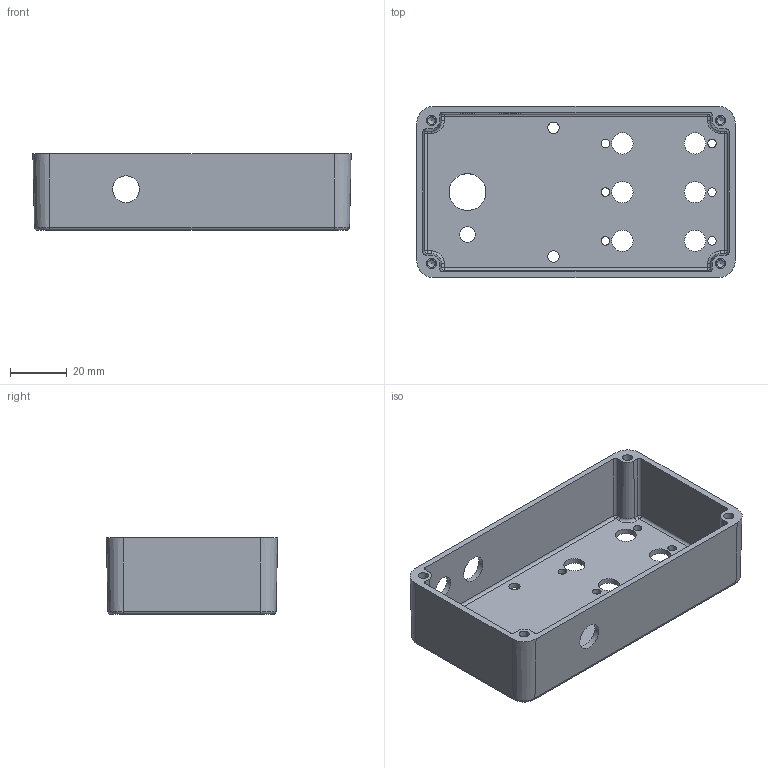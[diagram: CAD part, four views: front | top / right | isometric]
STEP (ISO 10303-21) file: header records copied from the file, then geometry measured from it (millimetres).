
FILE_DESCRIPTION(('FreeCAD Model'),'2;1');
FILE_NAME('Open CASCADE Shape Model','2022-06-08T20:08:56',(''),(''), 'Open CASCADE STEP processor 7.5','FreeCAD','Unknown');
FILE_SCHEMA(('AUTOMOTIVE_DESIGN { 1 0 10303 214 1 1 1 1 }'));
Length unit declared in the file: millimetre
Products named in the file (1): Case
Bounding box: 112.4 x 60.5 x 27 mm (x, y, z)
Volume: 31374.6 mm3; surface area: 29710.1 mm2
Topology: 1 solids, 1 shells, 102 faces, 253 edges, 150 vertices
Faces by surface type: cylinder 51, plane 23, cone 12, sphere 8, torus 8
Full cylindrical faces by diameter (mm): 2.642 x4, 3 x6, 3.5 x4, 4 x2, 5.5 x1, 7.5 x7, 9.5 x2, 13 x1
Entity records: 3045 total; most frequent: DIRECTION 565, CARTESIAN_POINT 506, ORIENTED_EDGE 482, EDGE_CURVE 241, AXIS2_PLACEMENT_3D 233, VERTEX_POINT 150, FACE_BOUND 149, EDGE_LOOP 149
